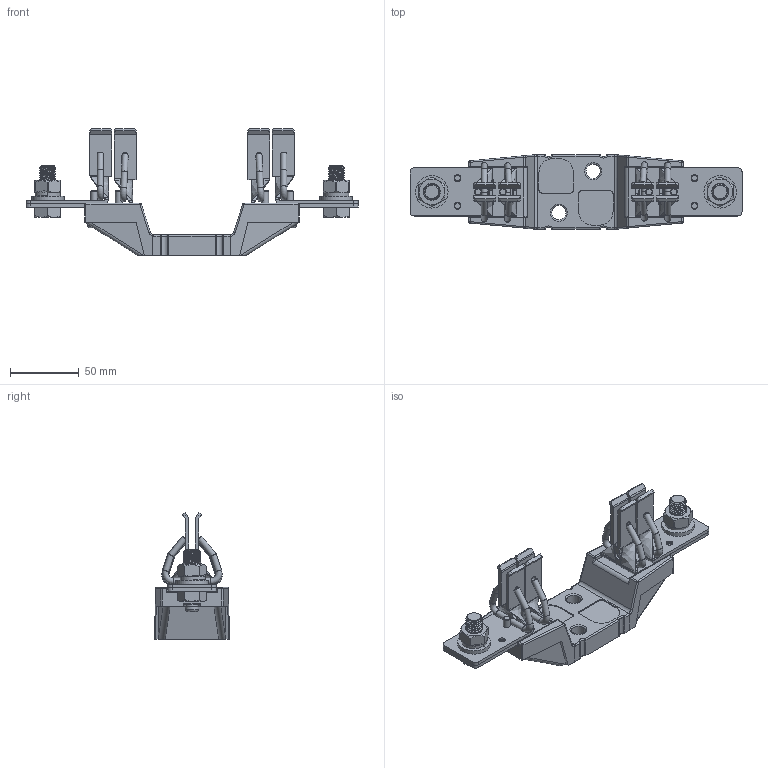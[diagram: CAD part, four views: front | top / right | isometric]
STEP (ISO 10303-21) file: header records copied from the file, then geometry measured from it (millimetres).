
FILE_DESCRIPTION(/* description */ (''),/* implementation_level */ '2;1');
FILE_NAME(/* name */ 'RT16-3B.prt.stp',/* time_stamp */ '2025-02-11T15:33:52+08:00',/* author */ (''),/* organization */ (''),/* preprocessor_version */ 'ST-DEVELOPER v16',/* originating_system */ 'SIEMENS PLM Software NX 10.0',/* authorisation */ '');
FILE_SCHEMA (('CONFIG_CONTROL_DESIGN'));
Products named in the file (1): RT16-3B
Bounding box: 241.3 x 54.3 x 92 mm (x, y, z)
Volume: 166392.2 mm3; surface area: 89795.2 mm2
Topology: 34 solids, 34 shells, 876 faces, 2171 edges, 1374 vertices
Faces by surface type: plane 397, cylinder 267, bspline 114, torus 48, cone 26, sphere 24
Full cylindrical faces by diameter (mm): 4 x8, 4.2 x4, 4.5 x24, 5 x24, 5.4 x6, 7 x4, 10 x4, 10.5 x2, 11 x4, 12 x2, 13 x2, 14 x4, 23.5 x2
Entity records: 43178 total; most frequent: CARTESIAN_POINT 23939, ORIENTED_EDGE 3878, DIRECTION 3732, EDGE_CURVE 1939, AXIS2_PLACEMENT_3D 1383, VERTEX_POINT 1306, EDGE_LOOP 1123, LINE 966
